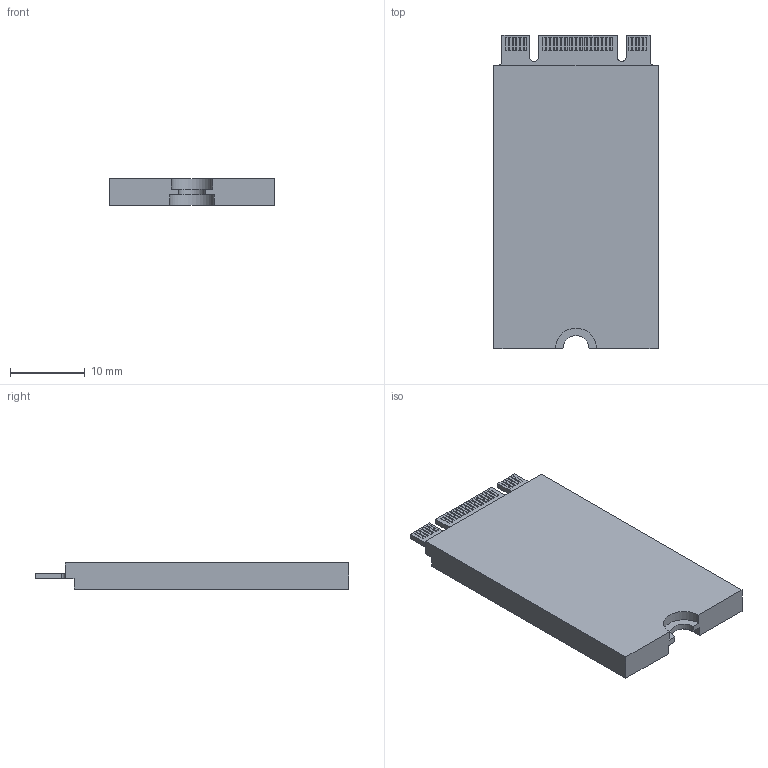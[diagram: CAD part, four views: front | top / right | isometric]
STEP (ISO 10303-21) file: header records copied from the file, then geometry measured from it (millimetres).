
FILE_DESCRIPTION(('FreeCAD Model'),'2;1');
FILE_NAME('Open CASCADE Shape Model','2023-10-13T16:57:21',(''),(''), 'Open CASCADE STEP processor 7.6','FreeCAD','Unknown');
FILE_SCHEMA(('AUTOMOTIVE_DESIGN { 1 0 10303 214 1 1 1 1 }'));
Length unit declared in the file: millimetre
Products named in the file (1): M2_2242
Bounding box: 22 x 42 x 3.5 mm (x, y, z)
Volume: 2894 mm3; surface area: 2262.9 mm2
Topology: 1 solids, 1 shells, 325 faces, 792 edges, 528 vertices
Faces by surface type: plane 318, cylinder 7
Entity records: 9362 total; most frequent: CARTESIAN_POINT 1646, ORIENTED_EDGE 1584, DIRECTION 1458, EDGE_CURVE 792, LINE 778, VECTOR 778, VERTEX_POINT 528, FACE_BOUND 384
